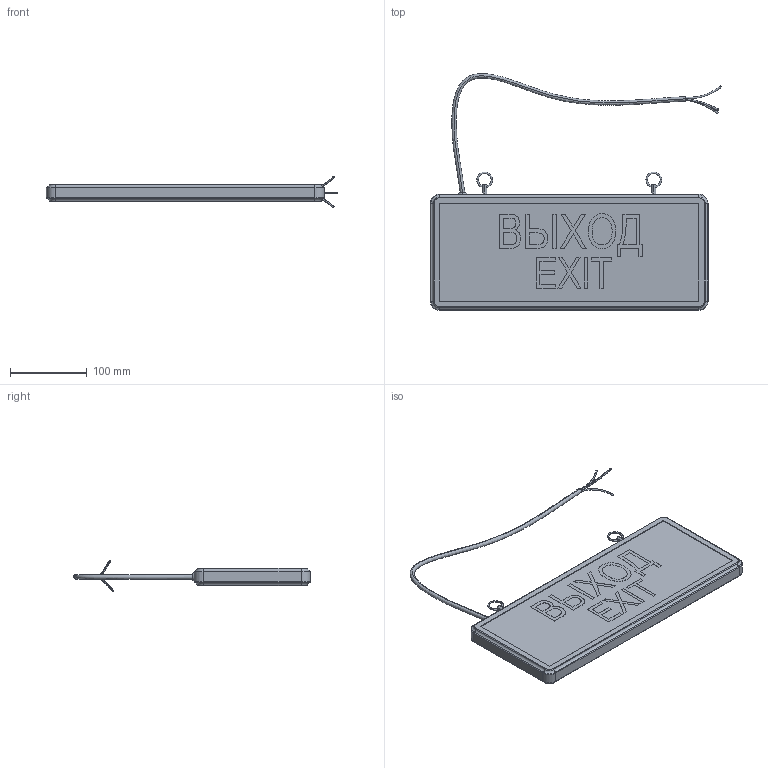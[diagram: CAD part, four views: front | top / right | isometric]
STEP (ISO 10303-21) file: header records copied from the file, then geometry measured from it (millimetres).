
FILE_DESCRIPTION (( 'STEP AP214' ), '1' );
FILE_NAME ('LSSA0-1001-003-K03 ÑÑÀ1001 Ñâåòèëüíèê àâàðèéíûé íà ñâåòîäèîäàõ, 1,5÷., 3Âò, îäíîñòîð., ÂÛÕÎÄ-EXIT.STEP', '2017-09-13T12:08:30', ( '' ), ( '' ), 'SwSTEP 2.0', 'SolidWorks 2014', '' );
FILE_SCHEMA (( 'AUTOMOTIVE_DESIGN' ));
Length unit declared in the file: millimetre
Products named in the file (1): LSSA0-1001-003-K03 ÑÑÀ1001 Ñâåòèëüíèê àâàðèéíûé íà ñâåòîäèîäàõ, 1,5÷., 3Âò, îäíîñòîð., ÂÛÕÎÄ-EXIT
Bounding box: 380.59 x 309.5 x 41.12 mm (x, y, z)
Volume: 1165584.8 mm3; surface area: 141740.1 mm2
Topology: 1 solids, 1 shells, 258 faces, 650 edges, 412 vertices
Faces by surface type: plane 129, cylinder 48, bspline 43, torus 38
Entity records: 10024 total; most frequent: CARTESIAN_POINT 3984, ORIENTED_EDGE 1300, DIRECTION 1142, EDGE_CURVE 650, VERTEX_POINT 412, VECTOR 386, LINE 386, AXIS2_PLACEMENT_3D 378
